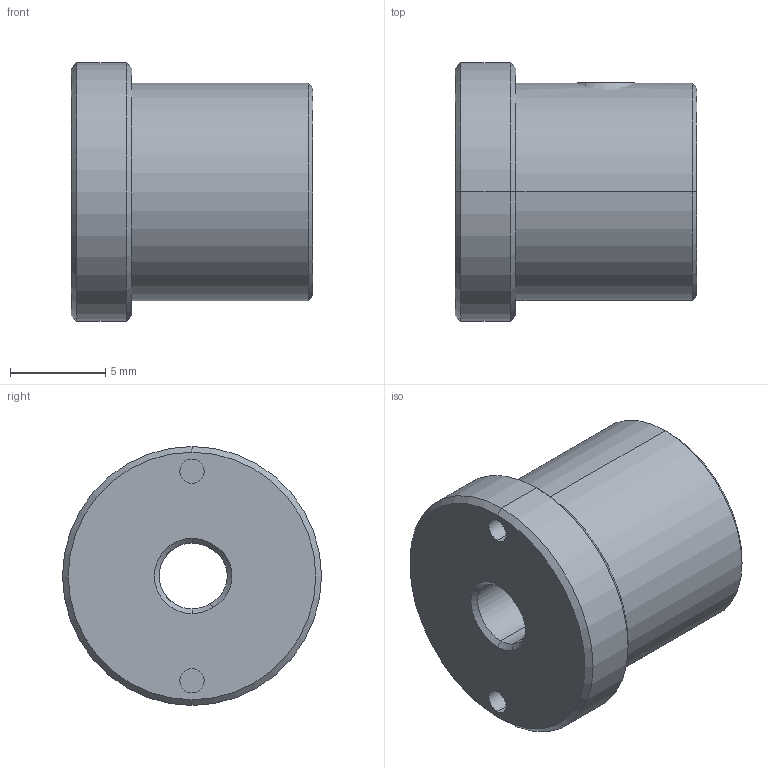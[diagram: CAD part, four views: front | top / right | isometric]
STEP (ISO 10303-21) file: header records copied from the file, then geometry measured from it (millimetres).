
FILE_DESCRIPTION (( 'STEP AP203' ), '1' );
FILE_NAME ('1.6.5.20_ZSG-05W3.5N_光纤转接件，SM05外螺纹转φ3.5mm.STEP', '2024-04-13T08:49:29', ( '' ), ( '' ), 'SwSTEP 2.0', 'SolidWorks 2021', '' );
FILE_SCHEMA (( 'CONFIG_CONTROL_DESIGN' ));
Length unit declared in the file: millimetre
Products named in the file (3): 30.8.8-14，M4尼龙头顶丝，A_30.8.56-LNJ4*3; 1.6.5.20_ZSG-05W3.5N_光纤转接件，SM05外螺纹转φ3.5mm; 1.6.5.20.1_光纤转接件主体，SM05外螺纹转φ3.5mm
Assembly tree (2 placements, depth 2):
  1.6.5.20_ZSG-05W3.5N_光纤转接件，SM05外螺纹转φ3.5mm
    1.6.5.20.1_光纤转接件主体，SM05外螺纹转φ3.5mm
    30.8.8-14，M4尼龙头顶丝，A_30.8.56-LNJ4*3
Bounding box: 12.7 x 13.59 x 13.59 mm (x, y, z)
Volume: 1320.8 mm3; surface area: 965.6 mm2
Topology: 2 solids, 2 shells, 54 faces, 117 edges, 71 vertices
Faces by surface type: cone 20, cylinder 18, plane 14, bspline 2
Entity records: 3049 total; most frequent: CARTESIAN_POINT 1568, DIRECTION 260, ORIENTED_EDGE 234, EDGE_CURVE 117, AXIS2_PLACEMENT_3D 107, VERTEX_POINT 71, EDGE_LOOP 62, ADVANCED_FACE 54
